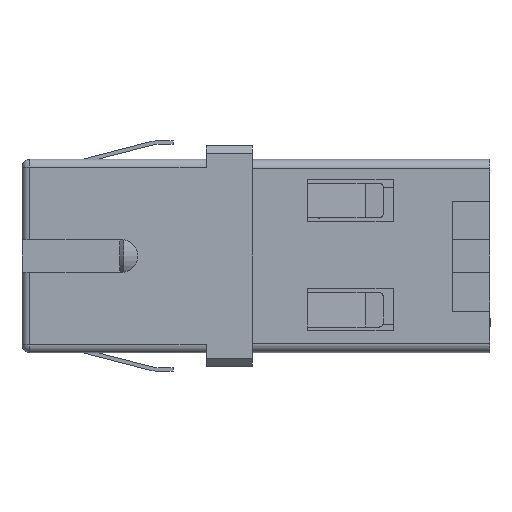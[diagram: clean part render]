
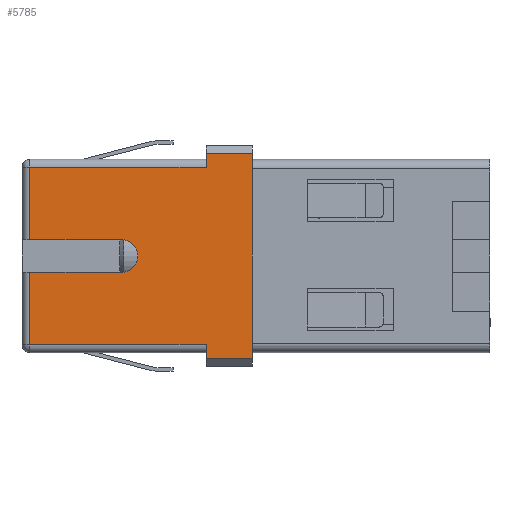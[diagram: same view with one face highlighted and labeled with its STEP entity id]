
A CAD part, left-side view. The second image highlights one B-rep face of the part: STEP entity #5785.
In plain terms, the highlighted planar face has unit normal (-1, 0, 0).
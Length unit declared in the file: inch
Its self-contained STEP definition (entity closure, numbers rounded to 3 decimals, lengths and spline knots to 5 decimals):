
#13 = VERTEX_POINT ( 'NONE', #4450 ) ;
#185 = LINE ( 'NONE', #3130, #3738 ) ;
#330 = DIRECTION ( 'NONE',  ( 0., 1., 0. ) ) ;
#409 = EDGE_CURVE ( 'NONE', #450, #3447, #6558, .T. ) ;
#412 = VECTOR ( 'NONE', #2220, 39.37008 ) ;
#450 = VERTEX_POINT ( 'NONE', #7249 ) ;
#459 = FACE_OUTER_BOUND ( 'NONE', #3171, .T. ) ;
#517 = ORIENTED_EDGE ( 'NONE', *, *, #3798, .F. ) ;
#545 = ORIENTED_EDGE ( 'NONE', *, *, #4397, .T. ) ;
#832 = DIRECTION ( 'NONE',  ( 0., 0., 1. ) ) ;
#872 = CARTESIAN_POINT ( 'NONE',  ( -0.188, -0.06, -0.227 ) ) ;
#875 = CARTESIAN_POINT ( 'NONE',  ( -0.188, -0.06, -0.2674 ) ) ;
#909 = EDGE_CURVE ( 'NONE', #3447, #13, #3018, .T. ) ;
#953 = CARTESIAN_POINT ( 'NONE',  ( -0.188, 0.06, -0.2674 ) ) ;
#1114 = VECTOR ( 'NONE', #9362, 39.37008 ) ;
#1250 = DIRECTION ( 'NONE',  ( -1., 0., 0. ) ) ;
#1274 = LINE ( 'NONE', #6986, #5651 ) ;
#1288 = VERTEX_POINT ( 'NONE', #1883 ) ;
#1342 = AXIS2_PLACEMENT_3D ( 'NONE', #4820, #1250, #9196 ) ;
#1347 = EDGE_CURVE ( 'NONE', #3614, #4041, #5489, .T. ) ;
#1391 = VECTOR ( 'NONE', #8694, 39.37008 ) ;
#1437 = CARTESIAN_POINT ( 'NONE',  ( -0.188, 0.52, 0.0425 ) ) ;
#1479 = VERTEX_POINT ( 'NONE', #2678 ) ;
#1767 = VECTOR ( 'NONE', #2083, 39.37008 ) ;
#1838 = DIRECTION ( 'NONE',  ( 0., 0., 1. ) ) ;
#1883 = CARTESIAN_POINT ( 'NONE',  ( -0.188, -0.06, 0.227 ) ) ;
#1897 = DIRECTION ( 'NONE',  ( 0., 1., 0. ) ) ;
#1922 = EDGE_CURVE ( 'NONE', #13, #4041, #6175, .T. ) ;
#2083 = DIRECTION ( 'NONE',  ( 0., -1., 0. ) ) ;
#2129 = CARTESIAN_POINT ( 'NONE',  ( -0.188, -0.06, 0.2674 ) ) ;
#2139 = CARTESIAN_POINT ( 'NONE',  ( -0.188, 0.52, -0.23197 ) ) ;
#2141 = EDGE_CURVE ( 'NONE', #9156, #1288, #2362, .T. ) ;
#2220 = DIRECTION ( 'NONE',  ( 0., 0., 1. ) ) ;
#2279 = ORIENTED_EDGE ( 'NONE', *, *, #8139, .T. ) ;
#2307 = ORIENTED_EDGE ( 'NONE', *, *, #8035, .T. ) ;
#2362 = LINE ( 'NONE', #7332, #412 ) ;
#2635 = DIRECTION ( 'NONE',  ( 0., 0., -1. ) ) ;
#2678 = CARTESIAN_POINT ( 'NONE',  ( -0.188, 0.06, 0.23197 ) ) ;
#2844 = CARTESIAN_POINT ( 'NONE',  ( -0.188, 0.2805, -0.0425 ) ) ;
#2862 = EDGE_CURVE ( 'NONE', #1288, #7877, #6003, .T. ) ;
#3018 = CIRCLE ( 'NONE', #1342, 0.0425 ) ;
#3130 = CARTESIAN_POINT ( 'NONE',  ( -0.188, 0.52, -0.25197 ) ) ;
#3171 = EDGE_LOOP ( 'NONE', ( #7770, #4488, #2307, #3998, #2279, #4035, #6958, #9216, #6718, #517, #545, #8319, #7625, #6425 ) ) ;
#3246 = VECTOR ( 'NONE', #6821, 39.37008 ) ;
#3447 = VERTEX_POINT ( 'NONE', #7925 ) ;
#3467 = LINE ( 'NONE', #6463, #1114 ) ;
#3541 = DIRECTION ( 'NONE',  ( 1., 0., 0. ) ) ;
#3614 = VERTEX_POINT ( 'NONE', #4948 ) ;
#3738 = VECTOR ( 'NONE', #8267, 39.37008 ) ;
#3798 = EDGE_CURVE ( 'NONE', #1479, #4376, #1274, .T. ) ;
#3936 = CARTESIAN_POINT ( 'NONE',  ( -0.188, 0.06, 0.23197 ) ) ;
#3979 = LINE ( 'NONE', #6828, #4889 ) ;
#3998 = ORIENTED_EDGE ( 'NONE', *, *, #8209, .F. ) ;
#4035 = ORIENTED_EDGE ( 'NONE', *, *, #7975, .T. ) ;
#4041 = VERTEX_POINT ( 'NONE', #5622 ) ;
#4138 = LINE ( 'NONE', #4699, #4937 ) ;
#4168 = CARTESIAN_POINT ( 'NONE',  ( -0.188, 0.06, 0.389 ) ) ;
#4376 = VERTEX_POINT ( 'NONE', #6009 ) ;
#4397 = EDGE_CURVE ( 'NONE', #1479, #3614, #4631, .T. ) ;
#4450 = CARTESIAN_POINT ( 'NONE',  ( -0.188, 0.2805, 0.0425 ) ) ;
#4488 = ORIENTED_EDGE ( 'NONE', *, *, #4925, .T. ) ;
#4584 = VECTOR ( 'NONE', #1838, 39.37008 ) ;
#4631 = LINE ( 'NONE', #3936, #3246 ) ;
#4699 = CARTESIAN_POINT ( 'NONE',  ( -0.188, 0.06, 0.2674 ) ) ;
#4820 = CARTESIAN_POINT ( 'NONE',  ( -0.188, 0.2805, 0. ) ) ;
#4889 = VECTOR ( 'NONE', #6240, 39.37008 ) ;
#4925 = EDGE_CURVE ( 'NONE', #450, #9039, #185, .T. ) ;
#4937 = VECTOR ( 'NONE', #330, 39.37008 ) ;
#4948 = CARTESIAN_POINT ( 'NONE',  ( -0.188, 0.52, 0.23197 ) ) ;
#4983 = CARTESIAN_POINT ( 'NONE',  ( -0.188, 0.06, -0.23197 ) ) ;
#5441 = EDGE_CURVE ( 'NONE', #7877, #4376, #4138, .T. ) ;
#5489 = LINE ( 'NONE', #1437, #5898 ) ;
#5523 = VERTEX_POINT ( 'NONE', #7067 ) ;
#5622 = CARTESIAN_POINT ( 'NONE',  ( -0.188, 0.52, 0.0425 ) ) ;
#5651 = VECTOR ( 'NONE', #9258, 39.37008 ) ;
#5722 = DIRECTION ( 'NONE',  ( 0., 0., -1. ) ) ;
#5785 = ADVANCED_FACE ( 'NONE', ( #459 ), #7774, .F. ) ;
#5898 = VECTOR ( 'NONE', #5722, 39.37008 ) ;
#6003 = LINE ( 'NONE', #8237, #7444 ) ;
#6009 = CARTESIAN_POINT ( 'NONE',  ( -0.188, 0.06, 0.2674 ) ) ;
#6169 = LINE ( 'NONE', #8374, #4584 ) ;
#6175 = LINE ( 'NONE', #9074, #8425 ) ;
#6240 = DIRECTION ( 'NONE',  ( 0., 0., 1. ) ) ;
#6425 = ORIENTED_EDGE ( 'NONE', *, *, #909, .F. ) ;
#6463 = CARTESIAN_POINT ( 'NONE',  ( -0.188, 0.06, -0.2674 ) ) ;
#6558 = LINE ( 'NONE', #2844, #1767 ) ;
#6718 = ORIENTED_EDGE ( 'NONE', *, *, #5441, .T. ) ;
#6821 = DIRECTION ( 'NONE',  ( 0., 1., 0. ) ) ;
#6828 = CARTESIAN_POINT ( 'NONE',  ( -0.188, 0.06, 0.389 ) ) ;
#6958 = ORIENTED_EDGE ( 'NONE', *, *, #2141, .T. ) ;
#6986 = CARTESIAN_POINT ( 'NONE',  ( -0.188, 0.06, 0.389 ) ) ;
#7067 = CARTESIAN_POINT ( 'NONE',  ( -0.188, 0.06, -0.23197 ) ) ;
#7145 = LINE ( 'NONE', #4983, #1391 ) ;
#7249 = CARTESIAN_POINT ( 'NONE',  ( -0.188, 0.52, -0.0425 ) ) ;
#7332 = CARTESIAN_POINT ( 'NONE',  ( -0.188, -0.06, 0.389 ) ) ;
#7444 = VECTOR ( 'NONE', #832, 39.37008 ) ;
#7575 = VERTEX_POINT ( 'NONE', #875 ) ;
#7625 = ORIENTED_EDGE ( 'NONE', *, *, #1922, .F. ) ;
#7688 = AXIS2_PLACEMENT_3D ( 'NONE', #4168, #3541, #2635 ) ;
#7770 = ORIENTED_EDGE ( 'NONE', *, *, #409, .F. ) ;
#7774 = PLANE ( 'NONE',  #7688 ) ;
#7877 = VERTEX_POINT ( 'NONE', #2129 ) ;
#7925 = CARTESIAN_POINT ( 'NONE',  ( -0.188, 0.2805, -0.0425 ) ) ;
#7975 = EDGE_CURVE ( 'NONE', #7575, #9156, #6169, .T. ) ;
#8035 = EDGE_CURVE ( 'NONE', #9039, #5523, #7145, .T. ) ;
#8139 = EDGE_CURVE ( 'NONE', #8688, #7575, #3467, .T. ) ;
#8209 = EDGE_CURVE ( 'NONE', #8688, #5523, #3979, .T. ) ;
#8237 = CARTESIAN_POINT ( 'NONE',  ( -0.188, -0.06, 0.389 ) ) ;
#8267 = DIRECTION ( 'NONE',  ( 0., 0., -1. ) ) ;
#8319 = ORIENTED_EDGE ( 'NONE', *, *, #1347, .T. ) ;
#8374 = CARTESIAN_POINT ( 'NONE',  ( -0.188, -0.06, 0.389 ) ) ;
#8425 = VECTOR ( 'NONE', #1897, 39.37008 ) ;
#8688 = VERTEX_POINT ( 'NONE', #953 ) ;
#8694 = DIRECTION ( 'NONE',  ( 0., -1., 0. ) ) ;
#9039 = VERTEX_POINT ( 'NONE', #2139 ) ;
#9074 = CARTESIAN_POINT ( 'NONE',  ( -0.188, 0.2805, 0.0425 ) ) ;
#9156 = VERTEX_POINT ( 'NONE', #872 ) ;
#9196 = DIRECTION ( 'NONE',  ( 0., 0., -1. ) ) ;
#9216 = ORIENTED_EDGE ( 'NONE', *, *, #2862, .T. ) ;
#9258 = DIRECTION ( 'NONE',  ( 0., 0., 1. ) ) ;
#9362 = DIRECTION ( 'NONE',  ( 0., -1., 0. ) ) ;
